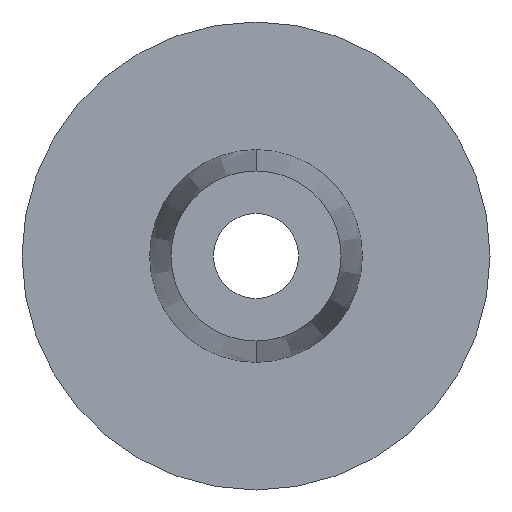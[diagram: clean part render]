
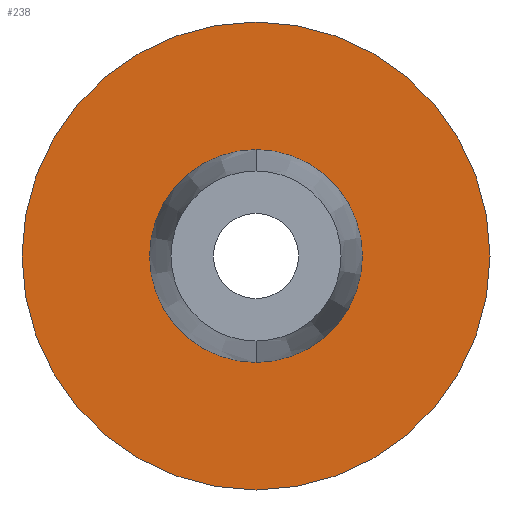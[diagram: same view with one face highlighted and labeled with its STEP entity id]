
A CAD part, front view. The second image highlights one B-rep face of the part: STEP entity #238.
In plain terms, the highlighted planar face has unit normal (0, -1, 0).
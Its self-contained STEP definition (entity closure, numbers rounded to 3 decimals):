
#6 = CARTESIAN_POINT ( 'NONE',  ( 7., 11., -11. ) ) ;
#18 = CIRCLE ( 'NONE', #108, 11. ) ;
#21 = CARTESIAN_POINT ( 'NONE',  ( 7., 11., 0. ) ) ;
#35 = AXIS2_PLACEMENT_3D ( 'NONE', #21, #250, #275 ) ;
#46 = CIRCLE ( 'NONE', #35, 11. ) ;
#51 = DIRECTION ( 'NONE',  ( 0., -1., 0. ) ) ;
#54 = ORIENTED_EDGE ( 'NONE', *, *, #145, .F. ) ;
#56 = EDGE_LOOP ( 'NONE', ( #209, #54 ) ) ;
#78 = DIRECTION ( 'NONE',  ( 0., 0., -1. ) ) ;
#87 = CIRCLE ( 'NONE', #121, 5. ) ;
#100 = EDGE_CURVE ( 'NONE', #132, #240, #46, .T. ) ;
#102 = CARTESIAN_POINT ( 'NONE',  ( 7., 11., 11. ) ) ;
#103 = AXIS2_PLACEMENT_3D ( 'NONE', #177, #271, #244 ) ;
#108 = AXIS2_PLACEMENT_3D ( 'NONE', #155, #51, #228 ) ;
#111 = FACE_OUTER_BOUND ( 'NONE', #255, .T. ) ;
#112 = VERTEX_POINT ( 'NONE', #125 ) ;
#113 = CARTESIAN_POINT ( 'NONE',  ( 0., 11., 0. ) ) ;
#121 = AXIS2_PLACEMENT_3D ( 'NONE', #276, #168, #78 ) ;
#125 = CARTESIAN_POINT ( 'NONE',  ( 7., 11., -5. ) ) ;
#130 = AXIS2_PLACEMENT_3D ( 'NONE', #113, #181, #199 ) ;
#131 = CARTESIAN_POINT ( 'NONE',  ( 7., 11., 5. ) ) ;
#132 = VERTEX_POINT ( 'NONE', #102 ) ;
#143 = ORIENTED_EDGE ( 'NONE', *, *, #100, .T. ) ;
#145 = EDGE_CURVE ( 'NONE', #112, #200, #87, .T. ) ;
#154 = PLANE ( 'NONE',  #130 ) ;
#155 = CARTESIAN_POINT ( 'NONE',  ( 7., 11., 0. ) ) ;
#168 = DIRECTION ( 'NONE',  ( 0., -1., 0. ) ) ;
#173 = EDGE_CURVE ( 'NONE', #200, #112, #230, .T. ) ;
#177 = CARTESIAN_POINT ( 'NONE',  ( 7., 11., 0. ) ) ;
#181 = DIRECTION ( 'NONE',  ( 0., -1., 0. ) ) ;
#199 = DIRECTION ( 'NONE',  ( 0., 0., -1. ) ) ;
#200 = VERTEX_POINT ( 'NONE', #131 ) ;
#209 = ORIENTED_EDGE ( 'NONE', *, *, #173, .F. ) ;
#223 = FACE_BOUND ( 'NONE', #56, .T. ) ;
#228 = DIRECTION ( 'NONE',  ( 0., 0., -1. ) ) ;
#230 = CIRCLE ( 'NONE', #103, 5. ) ;
#238 = ADVANCED_FACE ( 'NONE', ( #111, #223 ), #154, .T. ) ;
#240 = VERTEX_POINT ( 'NONE', #6 ) ;
#242 = ORIENTED_EDGE ( 'NONE', *, *, #251, .T. ) ;
#244 = DIRECTION ( 'NONE',  ( 0., 0., -1. ) ) ;
#250 = DIRECTION ( 'NONE',  ( 0., -1., 0. ) ) ;
#251 = EDGE_CURVE ( 'NONE', #240, #132, #18, .T. ) ;
#255 = EDGE_LOOP ( 'NONE', ( #242, #143 ) ) ;
#271 = DIRECTION ( 'NONE',  ( 0., -1., 0. ) ) ;
#275 = DIRECTION ( 'NONE',  ( 0., 0., -1. ) ) ;
#276 = CARTESIAN_POINT ( 'NONE',  ( 7., 11., 0. ) ) ;
